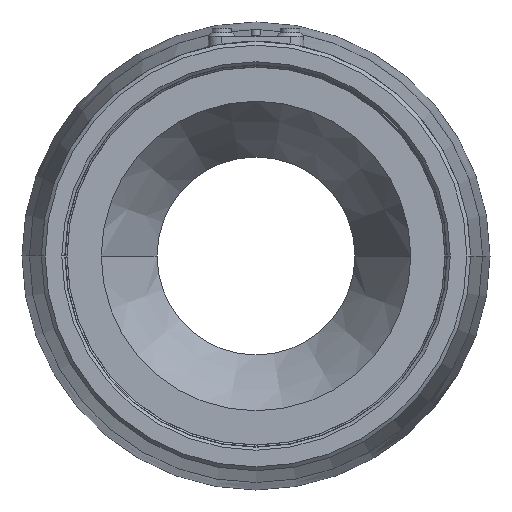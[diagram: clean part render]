
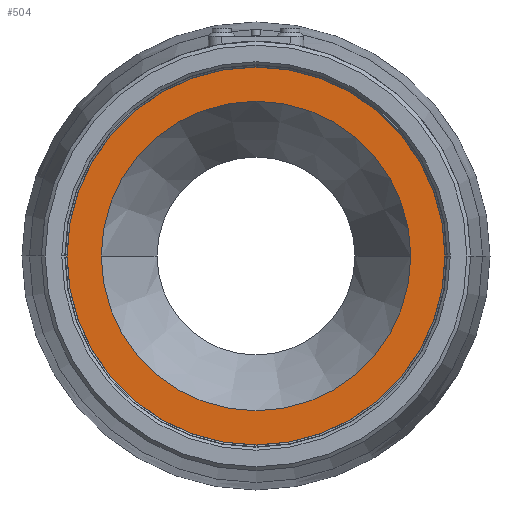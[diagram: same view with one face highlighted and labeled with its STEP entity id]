
A CAD part, left-side view. The second image highlights one B-rep face of the part: STEP entity #504.
In plain terms, the highlighted planar face has unit normal (-1, 0, 0).
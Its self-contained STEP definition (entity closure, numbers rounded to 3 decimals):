
#504=ADVANCED_FACE('',(#979,#980),#981,.T.);
#979=FACE_OUTER_BOUND('',#1432,.T.);
#980=FACE_BOUND('',#1433,.T.);
#981=PLANE('',#1434);
#1432=EDGE_LOOP('',(#2541,#2542));
#1433=EDGE_LOOP('',(#2543,#2544));
#1434=AXIS2_PLACEMENT_3D('',#2545,#2546,#2547);
#2541=ORIENTED_EDGE('',*,*,#2994,.F.);
#2542=ORIENTED_EDGE('',*,*,#3010,.F.);
#2543=ORIENTED_EDGE('',*,*,#3008,.T.);
#2544=ORIENTED_EDGE('',*,*,#2998,.T.);
#2545=CARTESIAN_POINT('',(-105.0,-113.65,0.0));
#2546=DIRECTION('',(-1.0,0.0,0.0));
#2547=DIRECTION('',(0.0,1.0,0.0));
#2994=EDGE_CURVE('',#3592,#3594,#3595,.T.);
#2998=EDGE_CURVE('',#3601,#3598,#3602,.T.);
#3008=EDGE_CURVE('',#3598,#3601,#3613,.T.);
#3010=EDGE_CURVE('',#3594,#3592,#3615,.T.);
#3592=VERTEX_POINT('',#4610);
#3594=VERTEX_POINT('',#4613);
#3595=CIRCLE('',#4614,125.0);
#3598=VERTEX_POINT('',#4618);
#3601=VERTEX_POINT('',#4622);
#3602=CIRCLE('',#4623,102.3);
#3613=CIRCLE('',#4637,102.3);
#3615=CIRCLE('',#4639,125.0);
#4610=CARTESIAN_POINT('',(-105.0,-125.0,0.0));
#4613=CARTESIAN_POINT('',(-105.0,125.0,0.));
#4614=AXIS2_PLACEMENT_3D('',#5198,#5199,#5200);
#4618=CARTESIAN_POINT('',(-105.0,-102.3,0.0));
#4622=CARTESIAN_POINT('',(-105.0,102.3,0.));
#4623=AXIS2_PLACEMENT_3D('',#5203,#5204,#5205);
#4637=AXIS2_PLACEMENT_3D('',#5218,#5219,#5220);
#4639=AXIS2_PLACEMENT_3D('',#5221,#5222,#5223);
#5198=CARTESIAN_POINT('',(-105.0,0.0,0.0));
#5199=DIRECTION('',(1.0,0.0,0.0));
#5200=DIRECTION('',(0.0,-1.0,0.0));
#5203=CARTESIAN_POINT('',(-105.0,0.0,0.0));
#5204=DIRECTION('',(1.0,0.0,0.0));
#5205=DIRECTION('',(0.0,-1.0,0.0));
#5218=CARTESIAN_POINT('',(-105.0,0.0,0.0));
#5219=DIRECTION('',(1.0,0.0,0.0));
#5220=DIRECTION('',(0.0,-1.0,0.0));
#5221=CARTESIAN_POINT('',(-105.0,0.0,0.0));
#5222=DIRECTION('',(1.0,0.0,0.0));
#5223=DIRECTION('',(0.0,-1.0,0.0));
